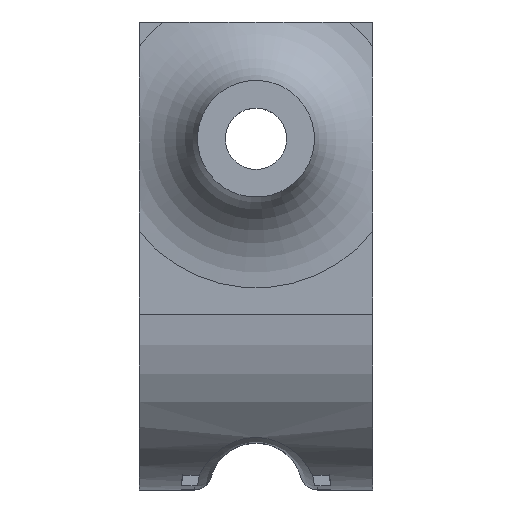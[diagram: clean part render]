
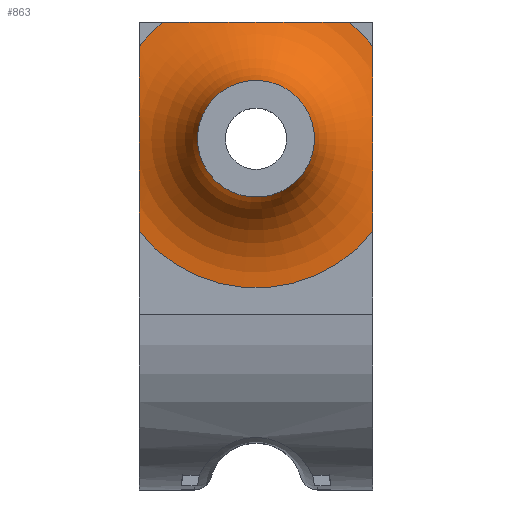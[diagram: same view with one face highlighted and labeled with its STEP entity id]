
A CAD part, top view. The second image highlights one B-rep face of the part: STEP entity #863.
In plain terms, the highlighted toroidal (fillet/blend) face has major radius 12.746 mm and minor radius 8 mm.
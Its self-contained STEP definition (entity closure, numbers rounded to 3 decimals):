
#203=FACE_OUTER_BOUND('',#245,.T.);
#245=EDGE_LOOP('',(#584,#585,#586,#587,#588,#589,#590,#591,#592,#593));
#288=CIRCLE('',#920,12.746);
#289=CIRCLE('',#921,12.746);
#290=CIRCLE('',#922,12.746);
#291=CIRCLE('',#923,8.);
#292=CIRCLE('',#924,5.);
#293=CIRCLE('',#925,12.746);
#330=B_SPLINE_CURVE_WITH_KNOTS('',3,(#1249,#1250,#1251,#1252,#1253,#1254,
#1255,#1256,#1257,#1258,#1259,#1260,#1261,#1262,#1263),.UNSPECIFIED.,.F.,
 .F.,(4,2,2,3,2,2,4),(7.718,7.955,8.208,
8.461,8.713,8.966,9.204),
 .UNSPECIFIED.);
#331=B_SPLINE_CURVE_WITH_KNOTS('',3,(#1267,#1268,#1269,#1270,#1271,#1272,
#1273,#1274,#1275,#1276,#1277,#1278,#1279,#1280,#1281),.UNSPECIFIED.,.F.,
 .F.,(4,2,2,3,2,2,4),(7.718,7.955,8.208,
8.461,8.713,8.966,9.204),
 .UNSPECIFIED.);
#332=B_SPLINE_CURVE_WITH_KNOTS('',3,(#1285,#1286,#1287,#1288,#1289,#1290,
#1291,#1292,#1293,#1294,#1295,#1296,#1297,#1298,#1299),.UNSPECIFIED.,.F.,
 .F.,(4,2,2,3,2,2,4),(7.718,7.955,8.208,
8.461,8.713,8.966,9.204),
 .UNSPECIFIED.);
#353=VERTEX_POINT('',#1247);
#354=VERTEX_POINT('',#1248);
#355=VERTEX_POINT('',#1264);
#356=VERTEX_POINT('',#1266);
#357=VERTEX_POINT('',#1282);
#358=VERTEX_POINT('',#1284);
#359=VERTEX_POINT('',#1300);
#360=VERTEX_POINT('',#1302);
#445=EDGE_CURVE('',#353,#354,#330,.T.);
#446=EDGE_CURVE('',#354,#355,#288,.T.);
#447=EDGE_CURVE('',#355,#356,#331,.T.);
#448=EDGE_CURVE('',#356,#357,#289,.T.);
#449=EDGE_CURVE('',#357,#358,#332,.T.);
#450=EDGE_CURVE('',#358,#359,#290,.T.);
#451=EDGE_CURVE('',#359,#360,#291,.T.);
#452=EDGE_CURVE('',#360,#360,#292,.T.);
#453=EDGE_CURVE('',#359,#353,#293,.T.);
#584=ORIENTED_EDGE('',*,*,#445,.T.);
#585=ORIENTED_EDGE('',*,*,#446,.T.);
#586=ORIENTED_EDGE('',*,*,#447,.T.);
#587=ORIENTED_EDGE('',*,*,#448,.T.);
#588=ORIENTED_EDGE('',*,*,#449,.T.);
#589=ORIENTED_EDGE('',*,*,#450,.T.);
#590=ORIENTED_EDGE('',*,*,#451,.T.);
#591=ORIENTED_EDGE('',*,*,#452,.F.);
#592=ORIENTED_EDGE('',*,*,#451,.F.);
#593=ORIENTED_EDGE('',*,*,#453,.T.);
#862=TOROIDAL_SURFACE('',#919,12.746,8.);
#863=ADVANCED_FACE('',(#203),#862,.F.);
#919=AXIS2_PLACEMENT_3D('',#1246,#1005,#1006);
#920=AXIS2_PLACEMENT_3D('',#1265,#1007,#1008);
#921=AXIS2_PLACEMENT_3D('',#1283,#1009,#1010);
#922=AXIS2_PLACEMENT_3D('',#1301,#1011,#1012);
#923=AXIS2_PLACEMENT_3D('',#1303,#1013,#1014);
#924=AXIS2_PLACEMENT_3D('',#1304,#1015,#1016);
#925=AXIS2_PLACEMENT_3D('',#1305,#1017,#1018);
#1005=DIRECTION('center_axis',(0.,0.,1.));
#1006=DIRECTION('ref_axis',(0.709,-0.705,0.));
#1007=DIRECTION('center_axis',(0.,0.,1.));
#1008=DIRECTION('ref_axis',(0.709,-0.705,0.));
#1009=DIRECTION('center_axis',(0.,0.,1.));
#1010=DIRECTION('ref_axis',(0.709,-0.705,0.));
#1011=DIRECTION('center_axis',(0.,0.,1.));
#1012=DIRECTION('ref_axis',(0.709,-0.705,0.));
#1013=DIRECTION('center_axis',(-0.705,-0.709,0.));
#1014=DIRECTION('ref_axis',(-0.709,0.705,0.));
#1015=DIRECTION('center_axis',(0.,0.,1.));
#1016=DIRECTION('ref_axis',(-1.,0.,0.));
#1017=DIRECTION('center_axis',(0.,0.,1.));
#1018=DIRECTION('ref_axis',(0.709,-0.705,0.));
#1246=CARTESIAN_POINT('Origin',(0.,30.,13.));
#1247=CARTESIAN_POINT('',(-10.,37.903,5.));
#1248=CARTESIAN_POINT('',(-10.,22.097,5.));
#1249=CARTESIAN_POINT('Ctrl Pts',(-10.,37.903,5.));
#1250=CARTESIAN_POINT('Ctrl Pts',(-10.,37.111,5.));
#1251=CARTESIAN_POINT('Ctrl Pts',(-10.,36.162,5.056));
#1252=CARTESIAN_POINT('Ctrl Pts',(-10.,34.533,5.193));
#1253=CARTESIAN_POINT('Ctrl Pts',(-10.,33.611,5.291));
#1254=CARTESIAN_POINT('Ctrl Pts',(-10.,31.766,5.441));
#1255=CARTESIAN_POINT('Ctrl Pts',(-10.,30.842,5.486));
#1256=CARTESIAN_POINT('Ctrl Pts',(-10.,30.,5.486));
#1257=CARTESIAN_POINT('Ctrl Pts',(-10.,29.158,5.486));
#1258=CARTESIAN_POINT('Ctrl Pts',(-10.,28.234,5.441));
#1259=CARTESIAN_POINT('Ctrl Pts',(-10.,26.389,5.291));
#1260=CARTESIAN_POINT('Ctrl Pts',(-10.,25.467,5.193));
#1261=CARTESIAN_POINT('Ctrl Pts',(-10.,23.838,5.056));
#1262=CARTESIAN_POINT('Ctrl Pts',(-10.,22.889,5.));
#1263=CARTESIAN_POINT('Ctrl Pts',(-10.,22.097,5.));
#1264=CARTESIAN_POINT('',(10.,22.097,5.));
#1265=CARTESIAN_POINT('Origin',(0.,30.,5.));
#1266=CARTESIAN_POINT('',(10.,37.903,5.));
#1267=CARTESIAN_POINT('Ctrl Pts',(10.,22.097,5.));
#1268=CARTESIAN_POINT('Ctrl Pts',(10.,22.889,5.));
#1269=CARTESIAN_POINT('Ctrl Pts',(10.,23.838,5.056));
#1270=CARTESIAN_POINT('Ctrl Pts',(10.,25.467,5.193));
#1271=CARTESIAN_POINT('Ctrl Pts',(10.,26.389,5.291));
#1272=CARTESIAN_POINT('Ctrl Pts',(10.,28.234,5.441));
#1273=CARTESIAN_POINT('Ctrl Pts',(10.,29.158,5.486));
#1274=CARTESIAN_POINT('Ctrl Pts',(10.,30.,5.486));
#1275=CARTESIAN_POINT('Ctrl Pts',(10.,30.842,5.486));
#1276=CARTESIAN_POINT('Ctrl Pts',(10.,31.766,5.441));
#1277=CARTESIAN_POINT('Ctrl Pts',(10.,33.611,5.291));
#1278=CARTESIAN_POINT('Ctrl Pts',(10.,34.533,5.193));
#1279=CARTESIAN_POINT('Ctrl Pts',(10.,36.162,5.056));
#1280=CARTESIAN_POINT('Ctrl Pts',(10.,37.111,5.));
#1281=CARTESIAN_POINT('Ctrl Pts',(10.,37.903,5.));
#1282=CARTESIAN_POINT('',(7.903,40.,5.));
#1283=CARTESIAN_POINT('Origin',(0.,30.,5.));
#1284=CARTESIAN_POINT('',(-7.903,40.,5.));
#1285=CARTESIAN_POINT('Ctrl Pts',(7.903,40.,5.));
#1286=CARTESIAN_POINT('Ctrl Pts',(7.111,40.,5.));
#1287=CARTESIAN_POINT('Ctrl Pts',(6.162,40.,5.056));
#1288=CARTESIAN_POINT('Ctrl Pts',(4.533,40.,5.193));
#1289=CARTESIAN_POINT('Ctrl Pts',(3.611,40.,5.291));
#1290=CARTESIAN_POINT('Ctrl Pts',(1.766,40.,5.441));
#1291=CARTESIAN_POINT('Ctrl Pts',(0.842,40.,5.486));
#1292=CARTESIAN_POINT('Ctrl Pts',(0.,40.,5.486));
#1293=CARTESIAN_POINT('Ctrl Pts',(-0.842,40.,5.486));
#1294=CARTESIAN_POINT('Ctrl Pts',(-1.766,40.,5.441));
#1295=CARTESIAN_POINT('Ctrl Pts',(-3.611,40.,5.291));
#1296=CARTESIAN_POINT('Ctrl Pts',(-4.533,40.,5.193));
#1297=CARTESIAN_POINT('Ctrl Pts',(-6.162,40.,5.056));
#1298=CARTESIAN_POINT('Ctrl Pts',(-7.111,40.,5.));
#1299=CARTESIAN_POINT('Ctrl Pts',(-7.903,40.,5.));
#1300=CARTESIAN_POINT('',(-9.043,38.982,5.));
#1301=CARTESIAN_POINT('Origin',(0.,30.,5.));
#1302=CARTESIAN_POINT('',(-3.547,33.524,11.));
#1303=CARTESIAN_POINT('Origin',(-9.043,38.982,13.));
#1304=CARTESIAN_POINT('Origin',(0.,30.,11.));
#1305=CARTESIAN_POINT('Origin',(0.,30.,5.));
